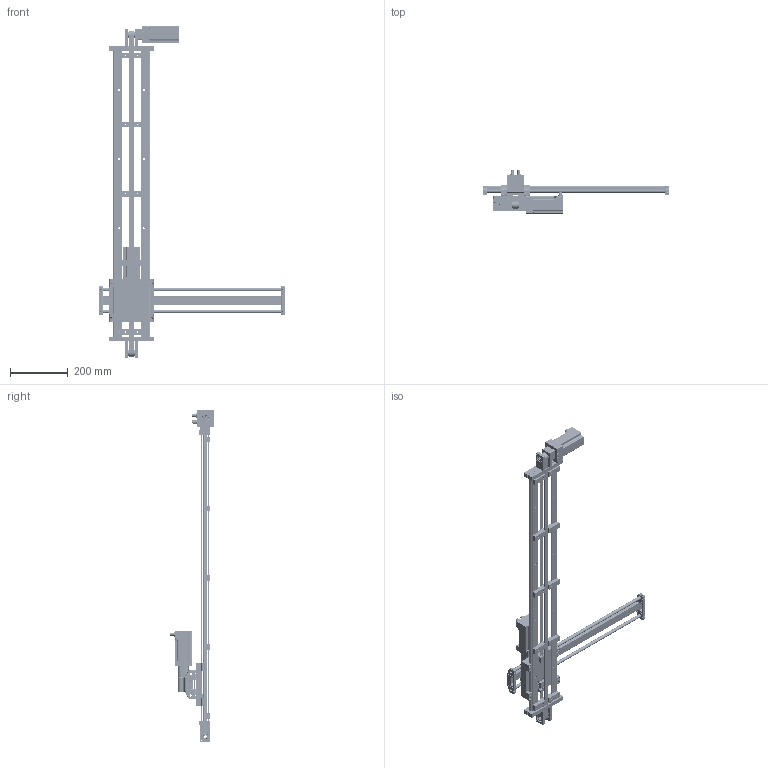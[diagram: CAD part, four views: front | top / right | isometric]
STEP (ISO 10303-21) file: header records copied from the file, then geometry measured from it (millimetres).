
FILE_DESCRIPTION(/* description */ ('drylin Linienportal'),/* implementation_level */ '2;1');
FILE_NAME(/* name */ 'DLE-LG-0002.stp',/* time_stamp */ '2019-03-11T07:43:39+01:00',/* author */ ('fkleine'),/* organization */ (''),/* preprocessor_version */ 'ST-DEVELOPER v17',/* originating_system */ 'Autodesk Inventor 2018',/* authorisation */ '');
FILE_SCHEMA (('AUTOMOTIVE_DESIGN { 1 0 10303 214 3 1 1 }'));
Length unit declared in the file: millimetre
Products named in the file (62): DLE-LG-0002; ZLW-10120S-H0BV0-D0A4B-AN0A0AE-800; WS-10-880-C5=C6=80; ZSY-10120-001; ZT-10120-01; ZTY-10120-001; ZTY-10120-002; NOR-10629; ZTY-10120-003; NOR-20908; NOR-10514; ZW-10120-15-01-WJ200UM-01-10; ZWY-10120-001-150; WJ200UM-01-10; WM-01-10; J200UMO-01-10; NOR-10601; NOR-10589; ZWY-10120-003; ZWY-10120-002; ZR-104002-XX; MK-0667; MF-10120-NEMA23-S; ZTY-10120-004; ZTY-10120-005; NOR-10552; NOR-10210; NOR-10552_1; COU-AR-K-080-100-25-22-B-AAAA; GRR-1280-G0DJ0-A0D0B-AN0A0AA-520; LT-GRR-1280-01; GTY-12-001; GSX-12-001-636; AWMR-12-644; LW-GRR-1280-J-100; GWY-12-002; GWY-12-001; NOR-10515; GWY-12-003; NOR-20984 ...
Assembly tree (172 placements, depth 5):
  DLE-LG-0002
    ZLW-10120S-H0BV0-D0A4B-AN0A0AE-800
      WS-10-880-C5=C6=80  x2
      ZSY-10120-001  x5
      NOR-10601  x10
      ZT-10120-01  x2
        ZTY-10120-001
        ZTY-10120-003
        ZTY-10120-002
        MH-05
        NOR-10514
        NOR-20908
        NOR-10629
      ZW-10120-15-01-WJ200UM-01-10
        ZWY-10120-001-150
        WJ200UM-01-10  x4
          WM-01-10
          J200UMO-01-10
        NOR-10601  x4
        NOR-10589
        ZWY-10120-002  x2
        ZWY-10120-003
        NOR-10552  x6
      ZR-104002-XX
      MK-0667
        MF-10120-NEMA23-S
          ZTY-10120-004
          ZTY-10120-005
          NOR-10552  x8
          NOR-10210  x2
          NOR-11003  x4
          NOR-10552_1  x4
        COU-AR-K-080-100-25-22-B-AAAA
        MOT-AN-S-060-035-060-M-C-AAAC
          1
          2
    GRR-1280-G0DJ0-A0D0B-AN0A0AA-520
      LT-GRR-1280-01  x2
        GTY-12-001
        NOR-10609
      GSX-12-001-636
      AWMR-12-644  x2
      LW-GRR-1280-J-100
        GWY-12-002
        GWY-12-001  x2
        MH-05  x4
        NOR-10515  x4
        GWY-12-003
        NOR-20984  x2
        NOR-10609  x4
        NOR-20525  x2
        JUM-11-12-L20  x4
        GWY-12-007  x2
      GSZ-12-001-konfig
        GSZ-12-001
        GSZ-12-001_1  x13
      MK-0675 (0°)
        MF-2530-NEMA23-S
          GWY-12-005-L40
          GWY-12-006
Bounding box: 644 x 151.4 x 1152 mm (x, y, z)
Volume: 2767334.2 mm3; surface area: 1060661.5 mm2
Topology: 193 solids, 195 shells, 7202 faces, 19629 edges, 13163 vertices
Faces by surface type: plane 4033, cylinder 2130, cone 396, torus 385, bspline 144, sphere 114
Full cylindrical faces by diameter (mm): 1.5 x80, 1.6 x1, 2 x25, 2.013 x8, 2.459 x12, 2.5 x12, 2.8 x4, 3 x12, 3.2 x1, 3.242 x48, 3.4 x2, 3.6 x4, 4 x34, 4.134 x40, 4.2 x20, 4.3 x8, 4.5 x16, 4.917 x32, 5 x50, 5.5 x23, 6 x25, 6.6 x34, 7 x79, 7.5 x4, 8 x24, 8.05 x2, 8.2 x4, 8.5 x24, 9 x8, 9.5 x8
Entity records: 82731 total; most frequent: CARTESIAN_POINT 17011, DIRECTION 13722, ORIENTED_EDGE 12802, EDGE_CURVE 6401, AXIS2_PLACEMENT_3D 5158, VERTEX_POINT 4333, LINE 3406, VECTOR 3406
